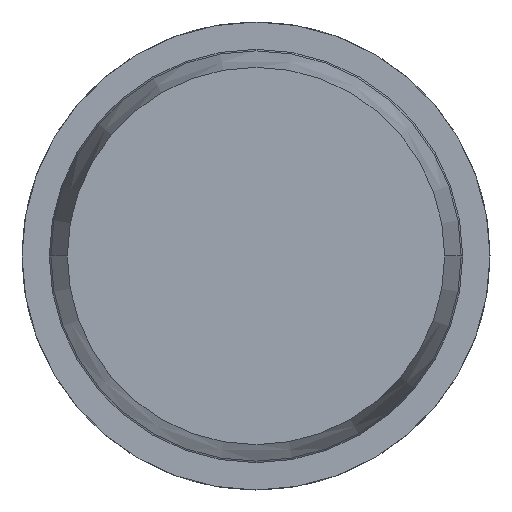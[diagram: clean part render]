
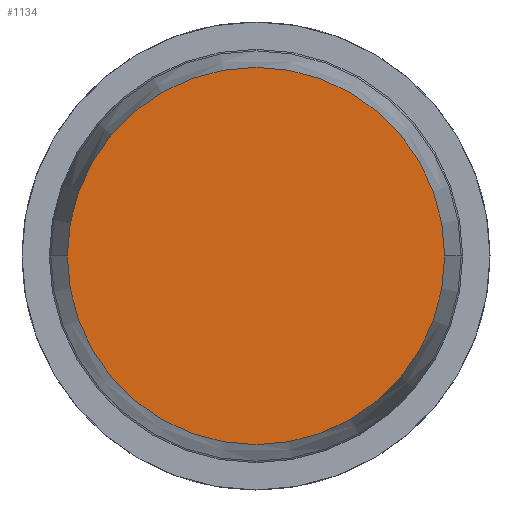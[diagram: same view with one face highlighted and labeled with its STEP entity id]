
A CAD part, front view. The second image highlights one B-rep face of the part: STEP entity #1134.
In plain terms, the highlighted planar face has unit normal (0, -1, 0).
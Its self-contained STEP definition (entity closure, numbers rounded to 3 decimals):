
#19 = FACE_OUTER_BOUND ( 'NONE', #1780, .T. ) ;
#447 = PLANE ( 'NONE',  #979 ) ;
#457 = DIRECTION ( 'NONE',  ( 1., 0., 0. ) ) ;
#901 = EDGE_CURVE ( 'Defeature ausgef�hrt1_71+Defeature ausgef�hrt1_81+Defeature ausgef�hrt1_81+Defeature ausgef�hrt1_81', #3218, #5565, #4007, .T. ) ;
#979 = AXIS2_PLACEMENT_3D ( 'NONE', #5245, #1301, #2563 ) ;
#1134 = ADVANCED_FACE ( 'Defeature ausgef�hrt1_71', ( #19 ), #447, .T. ) ;
#1301 = DIRECTION ( 'NONE',  ( 0., -1., 0. ) ) ;
#1313 = DIRECTION ( 'NONE',  ( 0., -1., 0. ) ) ;
#1467 = AXIS2_PLACEMENT_3D ( 'NONE', #2706, #2646, #1820 ) ;
#1610 = ORIENTED_EDGE ( 'NONE', *, *, #4944, .T. ) ;
#1780 = EDGE_LOOP ( 'NONE', ( #1610, #1876 ) ) ;
#1820 = DIRECTION ( 'NONE',  ( 1., 0., 0. ) ) ;
#1876 = ORIENTED_EDGE ( 'NONE', *, *, #901, .T. ) ;
#2086 = CIRCLE ( 'NONE', #1467, 1.209 ) ;
#2563 = DIRECTION ( 'NONE',  ( 1., 0., 0. ) ) ;
#2646 = DIRECTION ( 'NONE',  ( 0., -1., 0. ) ) ;
#2706 = CARTESIAN_POINT ( 'NONE',  ( 0., -19., 0. ) ) ;
#2988 = AXIS2_PLACEMENT_3D ( 'NONE', #3063, #1313, #457 ) ;
#3063 = CARTESIAN_POINT ( 'NONE',  ( 0., -19., 0. ) ) ;
#3117 = CARTESIAN_POINT ( 'NONE',  ( 1.209, -19., 0. ) ) ;
#3218 = VERTEX_POINT ( 'NONE', #3117 ) ;
#3515 = CARTESIAN_POINT ( 'NONE',  ( -1.209, -19., 0. ) ) ;
#4007 = CIRCLE ( 'NONE', #2988, 1.209 ) ;
#4944 = EDGE_CURVE ( 'Defeature ausgef�hrt1_71+Defeature ausgef�hrt1_81+Defeature ausgef�hrt1_81+Defeature ausgef�hrt1_81', #5565, #3218, #2086, .T. ) ;
#5245 = CARTESIAN_POINT ( 'NONE',  ( 0., -19., 0. ) ) ;
#5565 = VERTEX_POINT ( 'NONE', #3515 ) ;
